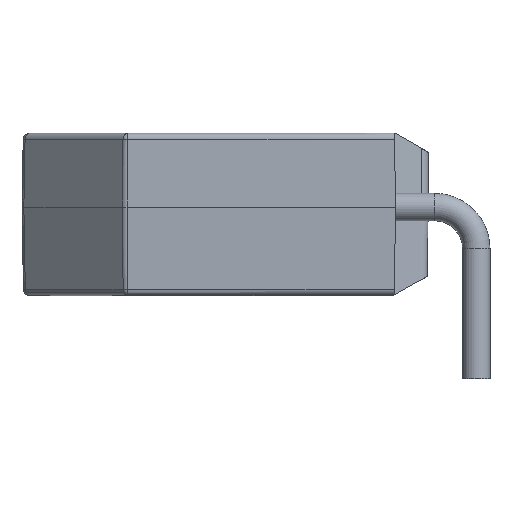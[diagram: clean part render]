
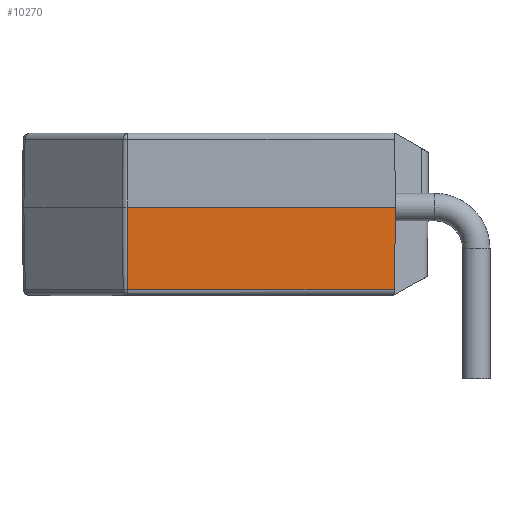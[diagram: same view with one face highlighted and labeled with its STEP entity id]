
A CAD part, left-side view. The second image highlights one B-rep face of the part: STEP entity #10270.
In plain terms, the highlighted planar face has unit normal (-1, 0, -0.018).
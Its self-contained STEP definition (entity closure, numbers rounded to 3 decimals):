
#121 = VERTEX_POINT ( 'NONE', #15722 ) ;
#495 = CARTESIAN_POINT ( 'NONE',  ( -1.905, 9.417, 0. ) ) ;
#988 = LINE ( 'NONE', #11733, #12429 ) ;
#1690 = PLANE ( 'NONE',  #6444 ) ;
#1793 = CARTESIAN_POINT ( 'NONE',  ( -1.905, 1.02, 0. ) ) ;
#2218 = ORIENTED_EDGE ( 'NONE', *, *, #11843, .F. ) ;
#2316 = VECTOR ( 'NONE', #5614, 1000. ) ;
#3273 = LINE ( 'NONE', #8257, #9949 ) ;
#3419 = ORIENTED_EDGE ( 'NONE', *, *, #6985, .T. ) ;
#3588 = VERTEX_POINT ( 'NONE', #495 ) ;
#3641 = VERTEX_POINT ( 'NONE', #1793 ) ;
#4676 = EDGE_LOOP ( 'NONE', ( #10962, #3419, #9505, #2218 ) ) ;
#4901 = EDGE_CURVE ( 'NONE', #121, #11454, #3273, .T. ) ;
#5614 = DIRECTION ( 'NONE',  ( 0.017, 0.017, -1. ) ) ;
#5859 = LINE ( 'NONE', #9402, #2316 ) ;
#5880 = CARTESIAN_POINT ( 'NONE',  ( -1.86, 1.065, -2.573 ) ) ;
#6444 = AXIS2_PLACEMENT_3D ( 'NONE', #14933, #13797, #7636 ) ;
#6985 = EDGE_CURVE ( 'NONE', #3588, #121, #988, .T. ) ;
#7636 = DIRECTION ( 'NONE',  ( 0., 1., 0. ) ) ;
#7891 = FACE_OUTER_BOUND ( 'NONE', #4676, .T. ) ;
#8257 = CARTESIAN_POINT ( 'NONE',  ( -1.86, 1.12, -2.573 ) ) ;
#9402 = CARTESIAN_POINT ( 'NONE',  ( -1.901, 1.024, -0.204 ) ) ;
#9505 = ORIENTED_EDGE ( 'NONE', *, *, #4901, .T. ) ;
#9597 = LINE ( 'NONE', #13230, #12245 ) ;
#9949 = VECTOR ( 'NONE', #14417, 1000. ) ;
#10270 = ADVANCED_FACE ( 'NONE', ( #7891 ), #1690, .T. ) ;
#10962 = ORIENTED_EDGE ( 'NONE', *, *, #13542, .T. ) ;
#11454 = VERTEX_POINT ( 'NONE', #5880 ) ;
#11733 = CARTESIAN_POINT ( 'NONE',  ( -1.905, 9.417, 0.024 ) ) ;
#11843 = EDGE_CURVE ( 'NONE', #3641, #11454, #5859, .T. ) ;
#11984 = DIRECTION ( 'NONE',  ( 0.017, -0.007, -1. ) ) ;
#12245 = VECTOR ( 'NONE', #13304, 1000. ) ;
#12429 = VECTOR ( 'NONE', #11984, 1000. ) ;
#13230 = CARTESIAN_POINT ( 'NONE',  ( -1.905, 12.7, 0. ) ) ;
#13304 = DIRECTION ( 'NONE',  ( 0., 1., 0. ) ) ;
#13542 = EDGE_CURVE ( 'NONE', #3641, #3588, #9597, .T. ) ;
#13797 = DIRECTION ( 'NONE',  ( -1., 0., -0.017 ) ) ;
#14417 = DIRECTION ( 'NONE',  ( 0., -1., 0. ) ) ;
#14933 = CARTESIAN_POINT ( 'NONE',  ( -1.905, 12.7, 0. ) ) ;
#15722 = CARTESIAN_POINT ( 'NONE',  ( -1.86, 9.399, -2.573 ) ) ;
